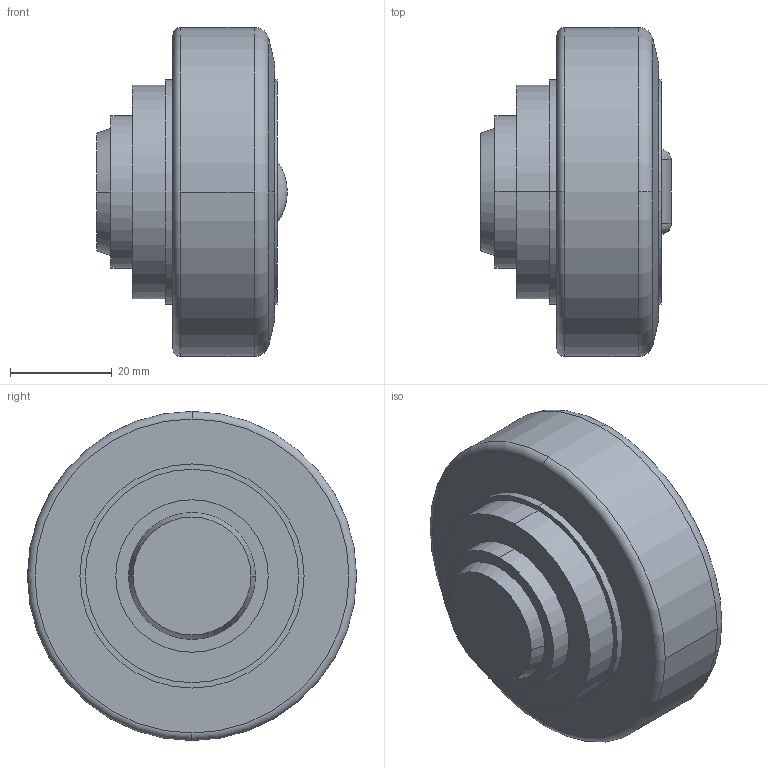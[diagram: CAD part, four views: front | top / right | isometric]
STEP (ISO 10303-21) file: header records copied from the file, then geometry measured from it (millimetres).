
FILE_DESCRIPTION(('STEP AP203'),'1');
FILE_NAME('pr_4_054.stp','2014-08-06T07:01:54',('TraceParts'),('TraceParts S.A.'),'XStep 1.0',' ',' ');
FILE_SCHEMA(('CONFIG_CONTROL_DESIGN'));
Length unit declared in the file: millimetre
Products named in the file (1): 1
Bounding box: 37.5 x 64.8 x 64.8 mm (x, y, z)
Volume: 81025.2 mm3; surface area: 12012.5 mm2
Topology: 1 solids, 1 shells, 37 faces, 88 edges, 59 vertices
Faces by surface type: plane 15, cylinder 12, torus 6, cone 4
Entity records: 1293 total; most frequent: CARTESIAN_POINT 353, DIRECTION 203, ORIENTED_EDGE 176, EDGE_CURVE 88, AXIS2_PLACEMENT_3D 85, VERTEX_POINT 59, CIRCLE 47, EDGE_LOOP 43
